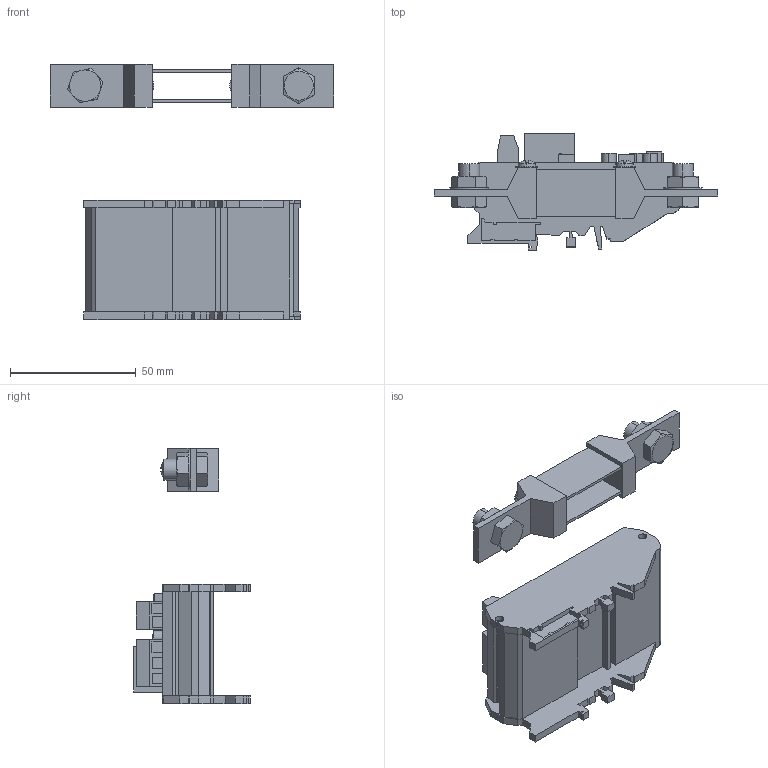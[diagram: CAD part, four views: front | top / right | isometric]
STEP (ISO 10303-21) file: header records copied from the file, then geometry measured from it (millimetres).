
FILE_DESCRIPTION (( 'STEP AP214' ), '1' );
FILE_NAME ('SRCN-C423-3_3D.STEP', '2022-08-22T21:40:07', ( '' ), ( '' ), 'SwSTEP 2.0', 'SolidWorks 2021', '' );
FILE_SCHEMA (( 'AUTOMOTIVE_DESIGN' ));
Length unit declared in the file: inch
Products named in the file (1): SRCN-C423-3_3D
Bounding box: 113 x 46.53 x 101.52 mm (x, y, z)
Volume: 57682.2 mm3; surface area: 40186.8 mm2
Topology: 2 solids, 2 shells, 679 faces, 1779 edges, 1182 vertices
Faces by surface type: plane 579, cylinder 85, cone 13, sphere 2
Entity records: 26453 total; most frequent: CARTESIAN_POINT 3800, ORIENTED_EDGE 3550, DIRECTION 3323, EDGE_CURVE 1775, VECTOR 1513, LINE 1513, VERTEX_POINT 1180, AXIS2_PLACEMENT_3D 905
